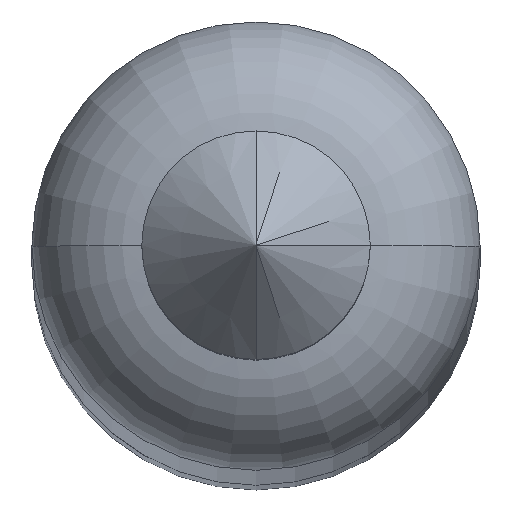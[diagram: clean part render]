
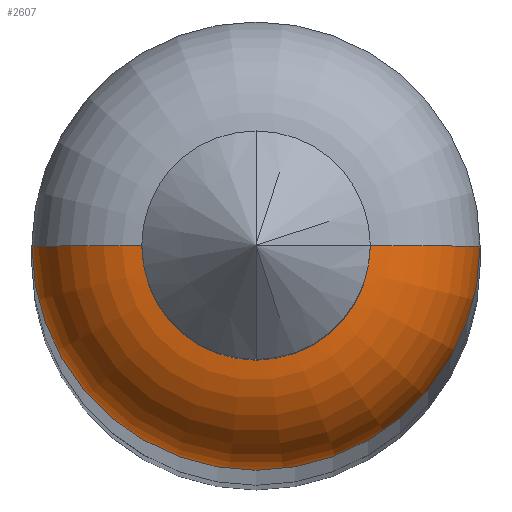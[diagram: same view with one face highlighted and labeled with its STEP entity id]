
A CAD part, top view. The second image highlights one B-rep face of the part: STEP entity #2607.
In plain terms, the highlighted toroidal (fillet/blend) face has major radius 0.115 mm and minor radius 0.14 mm.
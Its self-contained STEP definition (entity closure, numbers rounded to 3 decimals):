
#11 = EDGE_CURVE ( 'NONE', #3148, #3189, #5753, .T. ) ;
#47 = EDGE_CURVE ( 'NONE', #3114, #3176, #5807, .T. ) ;
#727 = DIRECTION ( 'NONE',  ( 0., 0., 1. ) ) ;
#728 = DIRECTION ( 'NONE',  ( 1., 0., 0. ) ) ;
#969 = CARTESIAN_POINT ( 'NONE',  ( 0.255, 0., 12.86 ) ) ;
#1003 = CARTESIAN_POINT ( 'NONE',  ( -0.13, 0., 12.999 ) ) ;
#1031 = CARTESIAN_POINT ( 'NONE',  ( -0.255, 0., 12.86 ) ) ;
#1044 = CARTESIAN_POINT ( 'NONE',  ( 0.13, 0., 12.999 ) ) ;
#1295 = CARTESIAN_POINT ( 'NONE',  ( 0.115, 0., 12.86 ) ) ;
#1296 = DIRECTION ( 'NONE',  ( 0., -1., 0. ) ) ;
#1297 = DIRECTION ( 'NONE',  ( 0., 0., -1. ) ) ;
#1342 = CARTESIAN_POINT ( 'NONE',  ( -0.115, 0., 12.86 ) ) ;
#1343 = DIRECTION ( 'NONE',  ( 0., 1., 0. ) ) ;
#1344 = DIRECTION ( 'NONE',  ( -1., 0., 0. ) ) ;
#1994 = CARTESIAN_POINT ( 'NONE',  ( 0., 0., 12.86 ) ) ;
#2607 = ADVANCED_FACE ( 'NONE', ( #4759 ), #4805, .T. ) ;
#3114 = VERTEX_POINT ( 'NONE', #969 ) ;
#3148 = VERTEX_POINT ( 'NONE', #1003 ) ;
#3176 = VERTEX_POINT ( 'NONE', #1031 ) ;
#3189 = VERTEX_POINT ( 'NONE', #1044 ) ;
#3815 = EDGE_CURVE ( 'NONE', #3114, #3189, #4576, .T. ) ;
#3828 = EDGE_CURVE ( 'NONE', #3176, #3148, #4540, .T. ) ;
#3953 = CARTESIAN_POINT ( 'NONE',  ( 0., 0., 12.999 ) ) ;
#3954 = DIRECTION ( 'NONE',  ( 0., 0., 1. ) ) ;
#3955 = DIRECTION ( 'NONE',  ( -1., 0., 0. ) ) ;
#4096 = CARTESIAN_POINT ( 'NONE',  ( 0., 0., 12.86 ) ) ;
#4097 = DIRECTION ( 'NONE',  ( 0., 0., -1. ) ) ;
#4098 = DIRECTION ( 'NONE',  ( 1., 0., 0. ) ) ;
#4540 = CIRCLE ( 'NONE', #4688, 0.14 ) ;
#4576 = CIRCLE ( 'NONE', #4701, 0.14 ) ;
#4688 = AXIS2_PLACEMENT_3D ( 'NONE', #1342, #1343, #1344 ) ;
#4701 = AXIS2_PLACEMENT_3D ( 'NONE', #1295, #1296, #1297 ) ;
#4745 = AXIS2_PLACEMENT_3D ( 'NONE', #1994, #727, #728 ) ;
#4759 = FACE_OUTER_BOUND ( 'NONE', #5679, .T. ) ;
#4805 = TOROIDAL_SURFACE ( 'NONE', #4745, 0.115, 0.14 ) ;
#4876 = AXIS2_PLACEMENT_3D ( 'NONE', #3953, #3954, #3955 ) ;
#4920 = AXIS2_PLACEMENT_3D ( 'NONE', #4096, #4097, #4098 ) ;
#5071 = ORIENTED_EDGE ( 'NONE', *, *, #47, .F. ) ;
#5434 = ORIENTED_EDGE ( 'NONE', *, *, #11, .F. ) ;
#5435 = ORIENTED_EDGE ( 'NONE', *, *, #3828, .F. ) ;
#5679 = EDGE_LOOP ( 'NONE', ( #5435, #5071, #5790, #5434 ) ) ;
#5753 = CIRCLE ( 'NONE', #4876, 0.13 ) ;
#5790 = ORIENTED_EDGE ( 'NONE', *, *, #3815, .T. ) ;
#5807 = CIRCLE ( 'NONE', #4920, 0.255 ) ;
